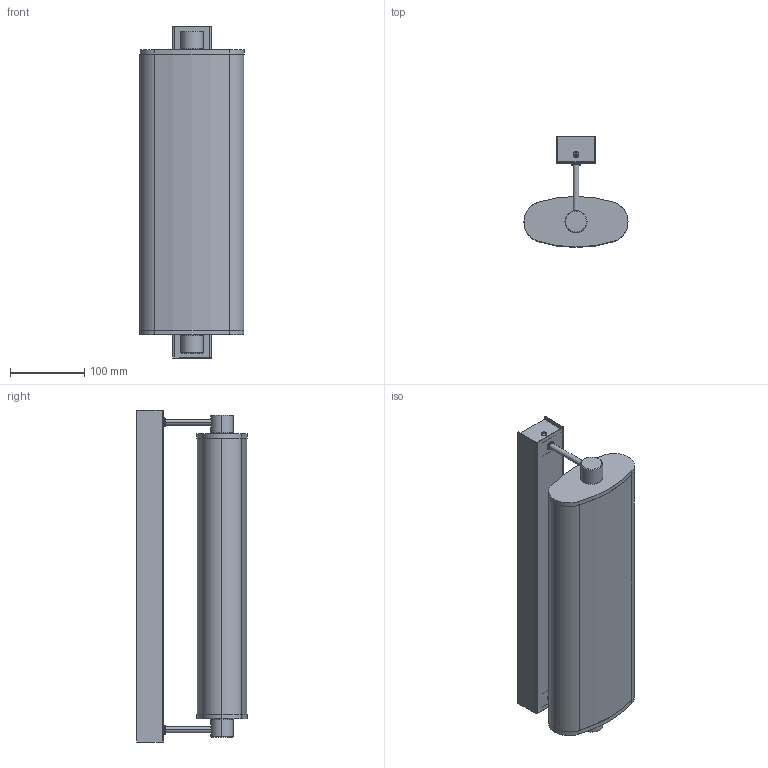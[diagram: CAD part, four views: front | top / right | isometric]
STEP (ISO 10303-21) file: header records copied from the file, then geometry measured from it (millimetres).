
FILE_DESCRIPTION (( 'STEP AP214' ), '1' );
FILE_NAME ('061WS_000_SLI.STEP', '2022-07-06T10:13:31', ( '' ), ( '' ), 'SwSTEP 2.0', 'SolidWorks 2014', '' );
FILE_SCHEMA (( 'AUTOMOTIVE_DESIGN' ));
Length unit declared in the file: millimetre
Products named in the file (25): vite_tcei_m4x8_bombata; TU_VR_019; TU_VR_009; TU_VR_016; 061WS_000_SLI; TU_VR_018; TU_VR_003_6mm; TU_VR_013; TU_VR_017; TU_VR_015
Assembly tree (15 placements, depth 2):
  TU_VR_019
  TU_VR_009
  061WS_000_SLI
    TU_VR_003_6mm  x2
    TU_VR_013
    TU_VR_009  x2
    TU_VR_015
    TU_VR_016
    TU_VR_017  x2
    TU_VR_018  x2
    TU_VR_019  x2
    vite_tcei_m4x8_bombata  x2
  TU_VR_018
  TU_VR_003_6mm
Bounding box: 140 x 148.49 x 446.5 mm (x, y, z)
Volume: 792552.8 mm3; surface area: 496405.9 mm2
Topology: 17 solids, 17 shells, 459 faces, 1091 edges, 690 vertices
Faces by surface type: cylinder 225, plane 174, cone 48, torus 12
Entity records: 10752 total; most frequent: DIRECTION 1897, CARTESIAN_POINT 1894, ORIENTED_EDGE 1618, EDGE_CURVE 809, AXIS2_PLACEMENT_3D 743, VERTEX_POINT 510, LINE 411, VECTOR 411
